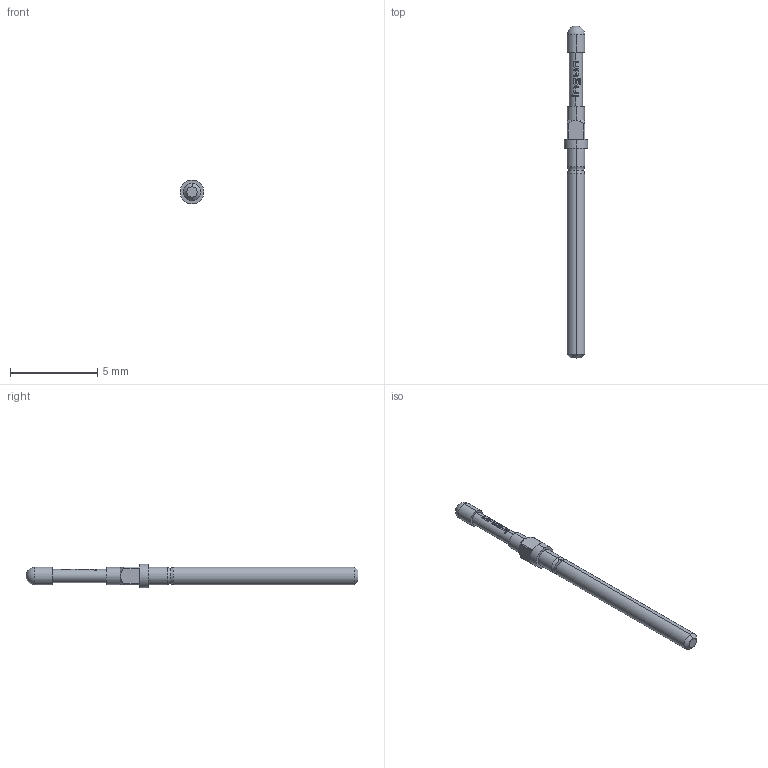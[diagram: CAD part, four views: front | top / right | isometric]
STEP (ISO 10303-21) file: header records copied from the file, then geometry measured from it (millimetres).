
FILE_DESCRIPTION (( 'STEP AP203' ), '1' );
FILE_NAME ('INGUN_GKS-001_305_100_A_xx02_M.STEP', '2021-09-08T05:59:09', ( 'ochi' ), ( '' ), 'SwSTEP 2.0', 'SolidWorks 2018', '' );
FILE_SCHEMA (( 'CONFIG_CONTROL_DESIGN' ));
Length unit declared in the file: millimetre
Products named in the file (1): INGUN_GKS-001_305_100_A_xx02_M
Bounding box: 1.35 x 19 x 1.35 mm (x, y, z)
Volume: 14.1 mm3; surface area: 60.8 mm2
Topology: 1 solids, 1 shells, 104 faces, 287 edges, 188 vertices
Faces by surface type: plane 40, cylinder 31, bspline 24, torus 4, cone 4, sphere 1
Entity records: 4701 total; most frequent: CARTESIAN_POINT 2419, ORIENTED_EDGE 568, DIRECTION 288, EDGE_CURVE 284, B_SPLINE_CURVE_WITH_KNOTS 198, VERTEX_POINT 186, AXIS2_PLACEMENT_3D 121, EDGE_LOOP 108
